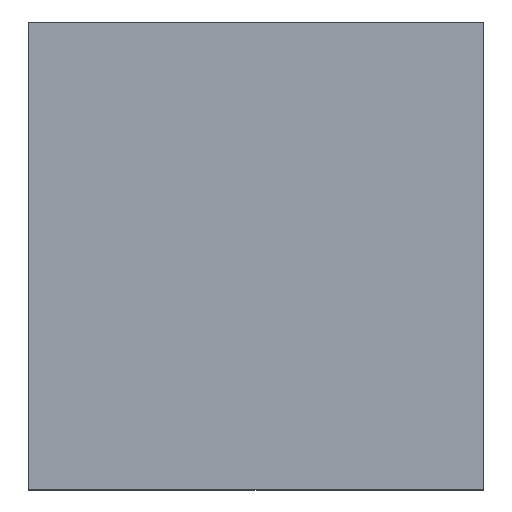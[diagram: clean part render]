
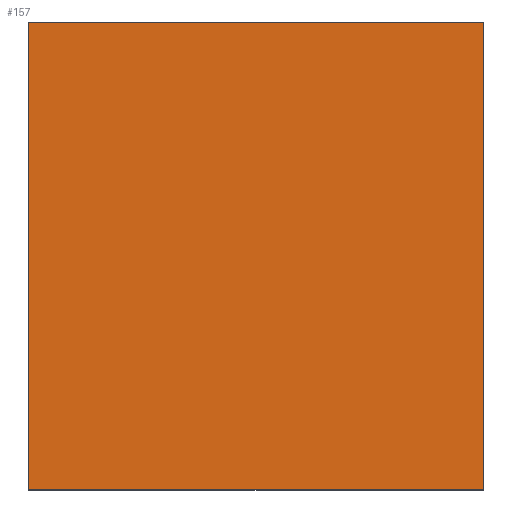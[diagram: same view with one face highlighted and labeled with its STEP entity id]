
A CAD part, top view. The second image highlights one B-rep face of the part: STEP entity #157.
In plain terms, the highlighted planar face has unit normal (0, 0, 1).
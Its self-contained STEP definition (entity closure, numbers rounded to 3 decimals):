
#9 = VECTOR ( 'NONE', #99, 1000. ) ;
#13 = EDGE_LOOP ( 'NONE', ( #177, #324, #347, #507 ) ) ;
#19 = EDGE_CURVE ( 'NONE', #53, #194, #200, .T. ) ;
#23 = DIRECTION ( 'NONE',  ( 1., 0., 0. ) ) ;
#53 = VERTEX_POINT ( 'NONE', #229 ) ;
#94 = LINE ( 'NONE', #321, #9 ) ;
#99 = DIRECTION ( 'NONE',  ( -1., 0., 0. ) ) ;
#102 = EDGE_CURVE ( 'NONE', #299, #53, #94, .T. ) ;
#112 = CARTESIAN_POINT ( 'NONE',  ( 5.35, -5.5, 5.9 ) ) ;
#145 = CARTESIAN_POINT ( 'NONE',  ( -5.35, -5.5, 5.9 ) ) ;
#153 = EDGE_CURVE ( 'NONE', #194, #407, #449, .T. ) ;
#157 = ADVANCED_FACE ( 'NONE', ( #257 ), #289, .F. ) ;
#175 = DIRECTION ( 'NONE',  ( 0., 1., 0. ) ) ;
#177 = ORIENTED_EDGE ( 'NONE', *, *, #240, .T. ) ;
#192 = VECTOR ( 'NONE', #175, 1000. ) ;
#193 = CARTESIAN_POINT ( 'NONE',  ( 5.35, 5.5, 5.9 ) ) ;
#194 = VERTEX_POINT ( 'NONE', #494 ) ;
#200 = LINE ( 'NONE', #467, #336 ) ;
#221 = DIRECTION ( 'NONE',  ( 0., 0., -1. ) ) ;
#229 = CARTESIAN_POINT ( 'NONE',  ( -5.35, 5.5, 5.9 ) ) ;
#240 = EDGE_CURVE ( 'NONE', #407, #299, #452, .T. ) ;
#257 = FACE_OUTER_BOUND ( 'NONE', #13, .T. ) ;
#289 = PLANE ( 'NONE',  #325 ) ;
#299 = VERTEX_POINT ( 'NONE', #193 ) ;
#304 = CARTESIAN_POINT ( 'NONE',  ( 5.35, -5.5, 5.9 ) ) ;
#321 = CARTESIAN_POINT ( 'NONE',  ( -5.35, 5.5, 5.9 ) ) ;
#324 = ORIENTED_EDGE ( 'NONE', *, *, #102, .T. ) ;
#325 = AXIS2_PLACEMENT_3D ( 'NONE', #406, #221, #337 ) ;
#336 = VECTOR ( 'NONE', #502, 1000. ) ;
#337 = DIRECTION ( 'NONE',  ( -1., 0., 0. ) ) ;
#347 = ORIENTED_EDGE ( 'NONE', *, *, #19, .T. ) ;
#402 = VECTOR ( 'NONE', #23, 1000. ) ;
#406 = CARTESIAN_POINT ( 'NONE',  ( 0., 0., 5.9 ) ) ;
#407 = VERTEX_POINT ( 'NONE', #304 ) ;
#449 = LINE ( 'NONE', #145, #402 ) ;
#452 = LINE ( 'NONE', #112, #192 ) ;
#467 = CARTESIAN_POINT ( 'NONE',  ( -5.35, -5.5, 5.9 ) ) ;
#494 = CARTESIAN_POINT ( 'NONE',  ( -5.35, -5.5, 5.9 ) ) ;
#502 = DIRECTION ( 'NONE',  ( 0., -1., 0. ) ) ;
#507 = ORIENTED_EDGE ( 'NONE', *, *, #153, .T. ) ;
